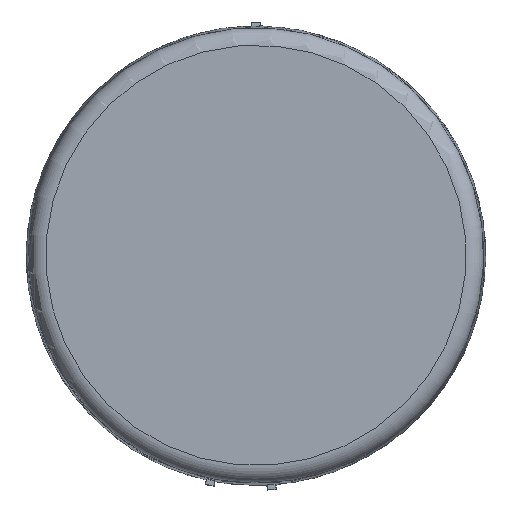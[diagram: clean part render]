
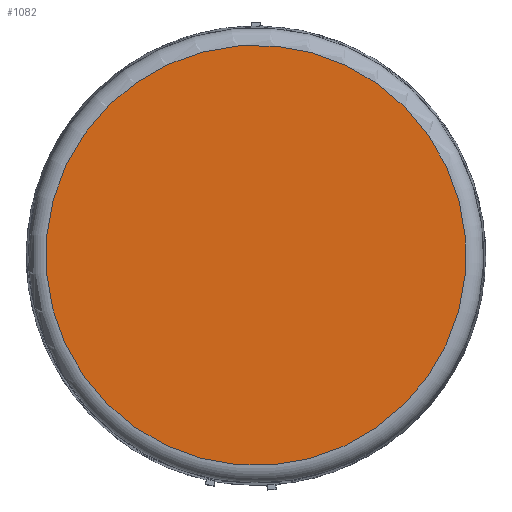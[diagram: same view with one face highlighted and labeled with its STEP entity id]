
A CAD part, top view. The second image highlights one B-rep face of the part: STEP entity #1082.
In plain terms, the highlighted planar face has unit normal (0, 0, 1).
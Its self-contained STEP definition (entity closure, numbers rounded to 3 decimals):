
#1082 = ADVANCED_FACE( '', ( #2448 ), #2449, .F. );
#2448 = FACE_OUTER_BOUND( '', #9036, .T. );
#2449 = PLANE( '', #9037 );
#9036 = EDGE_LOOP( '', ( #26073 ) );
#9037 = AXIS2_PLACEMENT_3D( '', #26074, #26075, #26076 );
#26073 = ORIENTED_EDGE( '', *, *, #30760, .T. );
#26074 = CARTESIAN_POINT( '', ( 0., 0., 17.25 ) );
#26075 = DIRECTION( '', ( 0., 0., -1. ) );
#26076 = DIRECTION( '', ( -1., 0., 0. ) );
#30760 = EDGE_CURVE( '', #33010, #33010, #33011, .F. );
#33010 = VERTEX_POINT( '', #36938 );
#33011 = CIRCLE( '', #36939, 24.184 );
#36938 = CARTESIAN_POINT( '', ( -24.184, 0., 17.25 ) );
#36939 = AXIS2_PLACEMENT_3D( '', #41830, #41831, #41832 );
#41830 = CARTESIAN_POINT( '', ( 0., 0., 17.25 ) );
#41831 = DIRECTION( '', ( 0., 0., -1. ) );
#41832 = DIRECTION( '', ( -1., 0., 0. ) );
